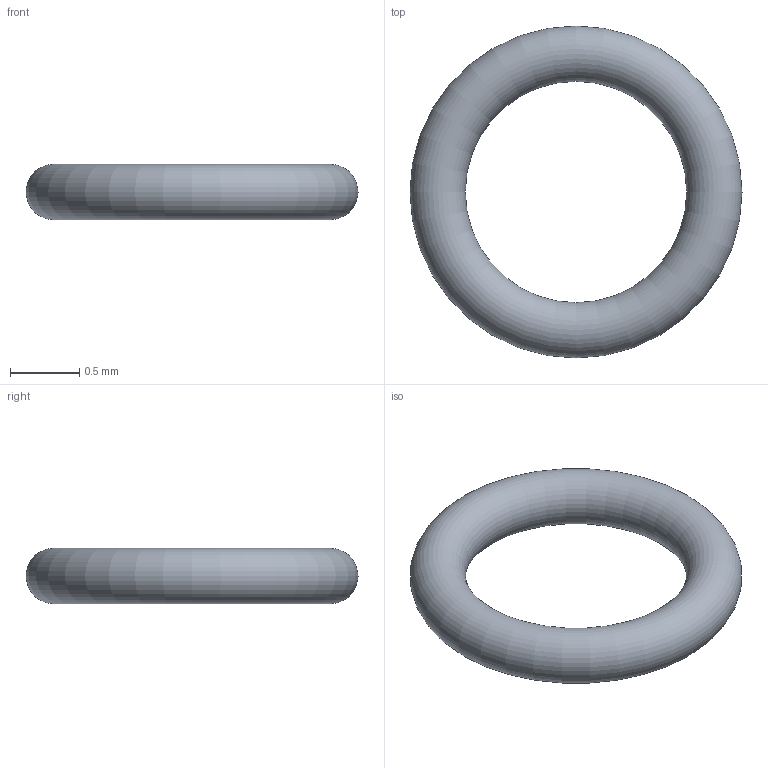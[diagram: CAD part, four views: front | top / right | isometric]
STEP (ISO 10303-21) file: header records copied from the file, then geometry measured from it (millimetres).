
FILE_DESCRIPTION(('A simple torus geometry'),'2;1');
FILE_NAME('Torus','2024-01-18T09:06:01',('gnikit'),('Gmsh'),'Gmsh','-', 'Unknown');
FILE_SCHEMA(('AUTOMOTIVE_DESIGN { 1 0 10303 214 1 1 1 1 }'));
Length unit declared in the file: millimetre
Products named in the file (1): Open CASCADE STEP translator 7.8 1
Bounding box: 2.4 x 2.4 x 0.4 mm (x, y, z)
Volume: 0.8 mm3; surface area: 7.9 mm2
Topology: 1 solids, 1 shells, 1 faces, 2 edges, 1 vertices
Faces by surface type: torus 1
Entity records: 70 total; most frequent: DIRECTION 12, CARTESIAN_POINT 9, AXIS2_PLACEMENT_3D 4, ORIENTED_EDGE 4, PCURVE 4, DEFINITIONAL_REPRESENTATION 4, LINE 4, VECTOR 4
